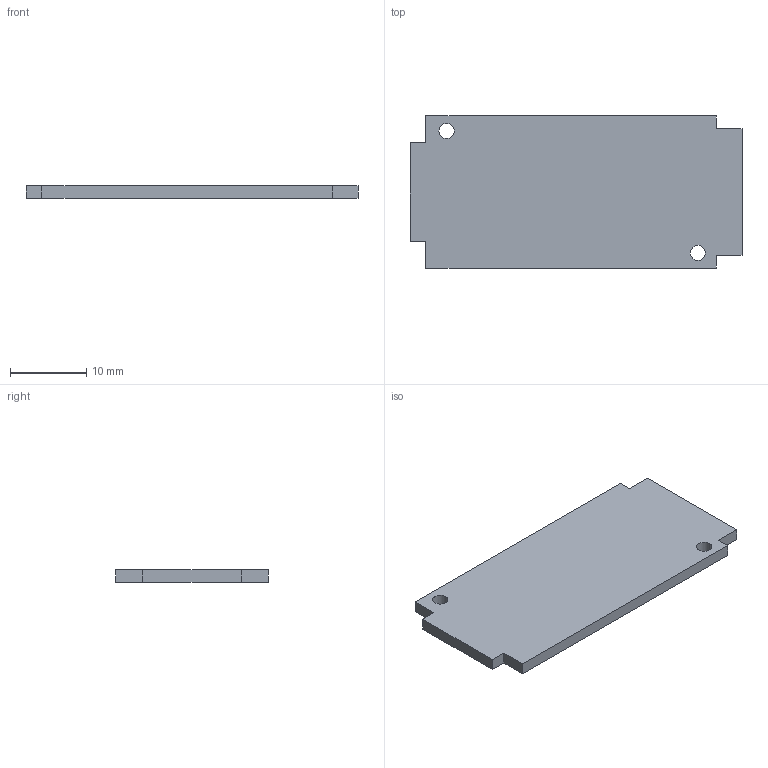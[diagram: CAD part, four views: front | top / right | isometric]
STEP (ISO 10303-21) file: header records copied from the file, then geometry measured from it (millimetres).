
FILE_DESCRIPTION(('KiCad electronic assembly'),'2;1');
FILE_NAME('usb-magnetometer.step','2022-11-19T12:52:37',('Pcbnew'),( 'Kicad'),'Open CASCADE STEP processor 7.5','KiCad to STEP converter' ,'Unknown');
FILE_SCHEMA(('AUTOMOTIVE_DESIGN { 1 0 10303 214 1 1 1 1 }'));
Length unit declared in the file: millimetre
Products named in the file (2): usb-magnetometer 1; _autosave-usb-magnetometer PCB
Assembly tree (1 placements, depth 2):
  usb-magnetometer 1
    _autosave-usb-magnetometer PCB
Bounding box: 43.6 x 20 x 1.6 mm (x, y, z)
Volume: 1343.1 mm3; surface area: 1902.5 mm2
Topology: 1 solids, 1 shells, 16 faces, 42 edges, 28 vertices
Faces by surface type: plane 14, cylinder 2
Full cylindrical faces by diameter (mm): 2 x2
Entity records: 1103 total; most frequent: CARTESIAN_POINT 196, DIRECTION 162, LINE 118, VECTOR 118, ORIENTED_EDGE 84, PCURVE 84, DEFINITIONAL_REPRESENTATION 84, EDGE_CURVE 42
